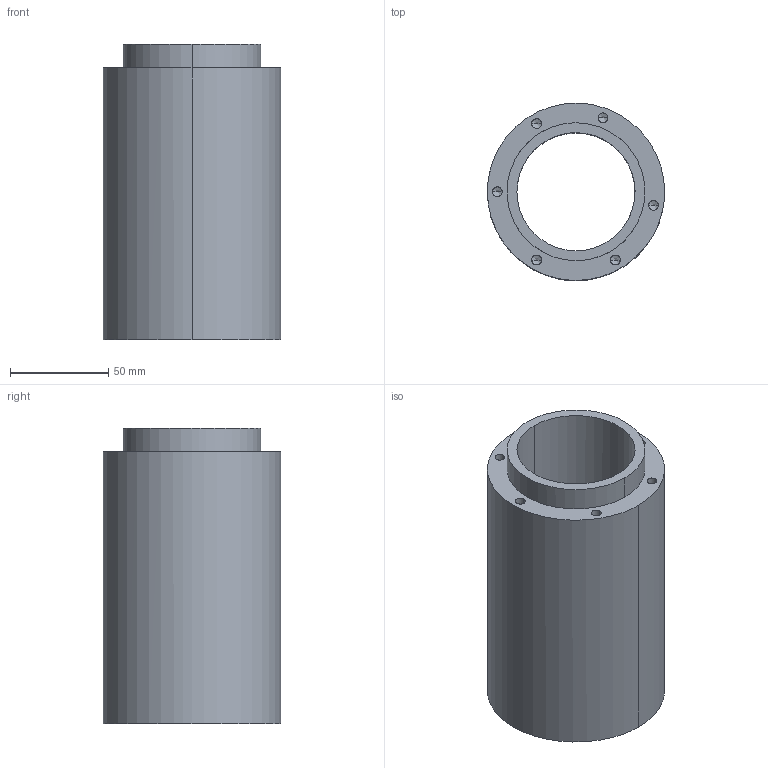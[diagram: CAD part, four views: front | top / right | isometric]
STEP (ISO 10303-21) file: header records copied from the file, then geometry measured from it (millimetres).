
FILE_DESCRIPTION (( 'STEP AP203' ), '1' );
FILE_NAME ('683-02 porta buje guia distribuidor.STEP', '2021-07-19T23:00:10', ( '' ), ( '' ), 'SwSTEP 2.0', 'SolidWorks 2018', '' );
FILE_SCHEMA (( 'CONFIG_CONTROL_DESIGN' ));
Length unit declared in the file: millimetre
Products named in the file (1): 683-02 porta buje guia distribuidor
Bounding box: 90 x 90 x 150 mm (x, y, z)
Volume: 497574 mm3; surface area: 79754.1 mm2
Topology: 1 solids, 1 shells, 33 faces, 102 edges, 66 vertices
Faces by surface type: bspline 33
Entity records: 1901 total; most frequent: CARTESIAN_POINT 1291, ORIENTED_EDGE 180, EDGE_CURVE 90, B_SPLINE_CURVE_WITH_KNOTS 70, VERTEX_POINT 66, EDGE_LOOP 42, ADVANCED_FACE 33, FACE_OUTER_BOUND 33
